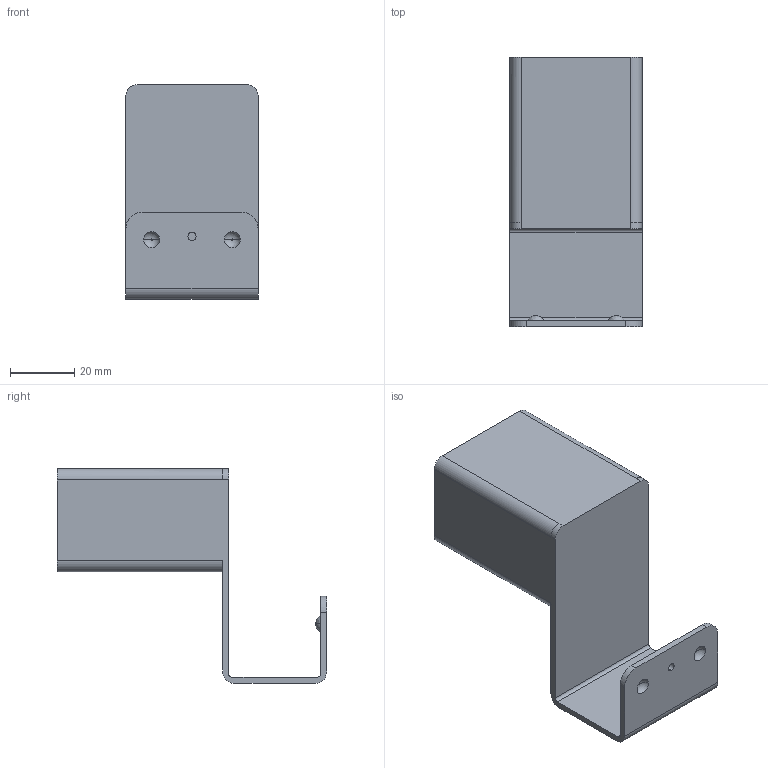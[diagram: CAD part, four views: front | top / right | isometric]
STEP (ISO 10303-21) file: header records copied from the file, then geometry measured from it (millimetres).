
FILE_DESCRIPTION (( 'STEP AP203' ), '1' );
FILE_NAME ('AL-FH-2033C Êðîíøòåéí äëÿ ñòàëüíîé íàïðàâëÿþùåé òèï Ñ.STEP', '2025-03-20T11:26:20', ( '' ), ( '' ), 'SwSTEP 2.0', 'SolidWorks 2021', '' );
FILE_SCHEMA (( 'CONFIG_CONTROL_DESIGN' ));
Length unit declared in the file: millimetre
Products named in the file (1): AL-FH-2033C Êðîíøòåéí äëÿ ñòàëüíîé íàïðàâëÿþùåé òèï Ñ
Bounding box: 41 x 83.6 x 66.6 mm (x, y, z)
Volume: 20088.5 mm3; surface area: 21499.8 mm2
Topology: 1 solids, 1 shells, 55 faces, 145 edges, 96 vertices
Faces by surface type: plane 24, cylinder 23, torus 6, bspline 2
Entity records: 2062 total; most frequent: CARTESIAN_POINT 627, ORIENTED_EDGE 290, DIRECTION 279, EDGE_CURVE 145, AXIS2_PLACEMENT_3D 108, VERTEX_POINT 96, VECTOR 63, LINE 63
